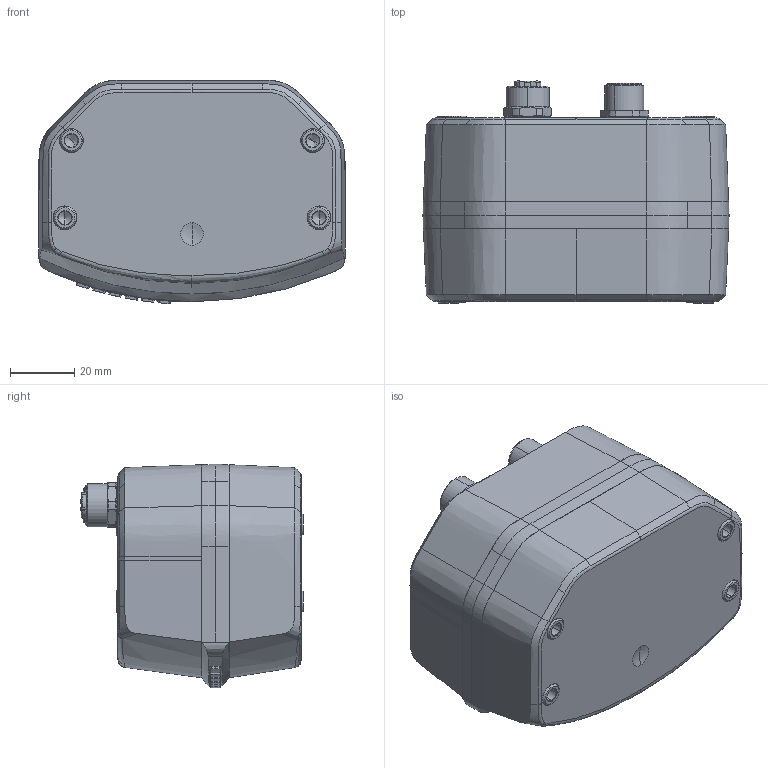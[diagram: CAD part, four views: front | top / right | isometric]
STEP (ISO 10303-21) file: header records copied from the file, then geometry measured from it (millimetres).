
FILE_DESCRIPTION((''),'2;1');
FILE_NAME('DB009100_R2300_CAD_SW0001','2020-01-07T16:02:19',('agebhardt'),(''),'CREO PARAMETRIC BY PTC INC, 2018420','CREO PARAMETRIC BY PTC INC, 2018420','');
FILE_SCHEMA(('CONFIG_CONTROL_DESIGN','SHAPE_APPEARANCE_LAYERS_GROUPS'));
Length unit declared in the file: millimetre
Products named in the file (1): DB009100_R2300_CAD_SW0001
Bounding box: 95.14 x 69 x 69.45 mm (x, y, z)
Surface area: 34223.6 mm2 (no closed solid volume)
Topology: 0 solids, 26 shells, 496 faces, 1507 edges, 1023 vertices
Faces by surface type: plane 134, cone 128, bspline 115, cylinder 90, torus 19, extrusion 8, sphere 2
Entity records: 28311 total; most frequent: CARTESIAN_POINT 12162, ORIENTED_EDGE 2551, DIRECTION 2240, EDGE_CURVE 1481, VERTEX_POINT 1023, AXIS2_PLACEMENT_3D 845, FILL_AREA_STYLE_COLOUR 553, FILL_AREA_STYLE 553
